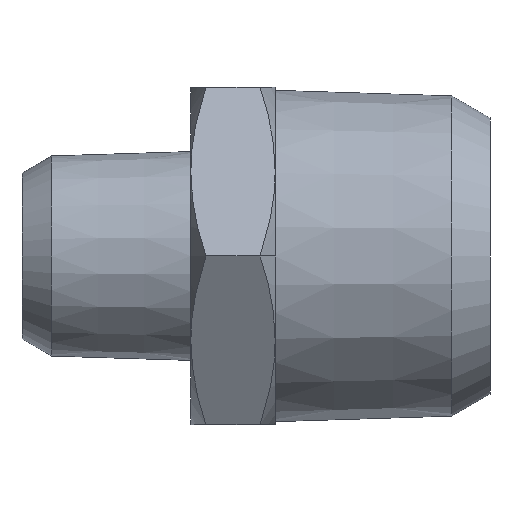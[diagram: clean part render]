
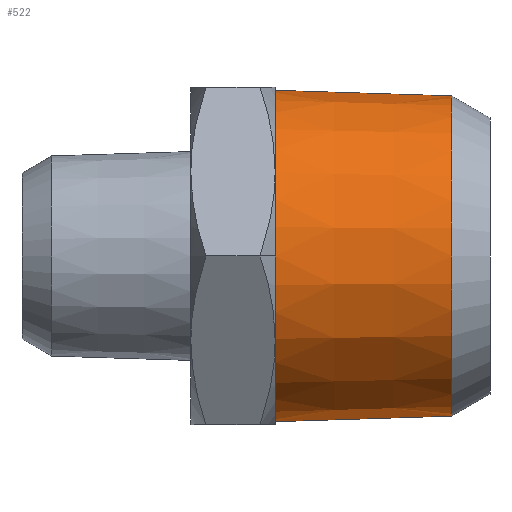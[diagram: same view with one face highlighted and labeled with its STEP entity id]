
A CAD part, left-side view. The second image highlights one B-rep face of the part: STEP entity #522.
In plain terms, the highlighted conical face has half-angle 1.79 degrees and reference radius 10.795 mm.
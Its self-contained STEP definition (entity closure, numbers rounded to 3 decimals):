
#6 = CARTESIAN_POINT ( 'NONE',  ( 0., 14., -10.795 ) ) ;
#21 = CARTESIAN_POINT ( 'NONE',  ( 0., 14., -10.795 ) ) ;
#31 = CIRCLE ( 'NONE', #446, 10.435 ) ;
#33 = CARTESIAN_POINT ( 'NONE',  ( 0., 14., 0. ) ) ;
#40 = DIRECTION ( 'NONE',  ( 0., -1., 0. ) ) ;
#59 = VECTOR ( 'NONE', #479, 1000. ) ;
#80 = DIRECTION ( 'NONE',  ( 0., 1., 0. ) ) ;
#107 = DIRECTION ( 'NONE',  ( 0., 0., -1. ) ) ;
#143 = CIRCLE ( 'NONE', #833, 10.795 ) ;
#164 = FACE_OUTER_BOUND ( 'NONE', #852, .T. ) ;
#169 = DIRECTION ( 'NONE',  ( 0., 0., 1. ) ) ;
#173 = ORIENTED_EDGE ( 'NONE', *, *, #1071, .T. ) ;
#213 = AXIS2_PLACEMENT_3D ( 'NONE', #907, #428, #719 ) ;
#296 = CONICAL_SURFACE ( 'NONE', #213, 10.795, 0.031 ) ;
#387 = ORIENTED_EDGE ( 'NONE', *, *, #675, .T. ) ;
#390 = EDGE_CURVE ( 'NONE', #1139, #631, #1163, .T. ) ;
#401 = ORIENTED_EDGE ( 'NONE', *, *, #390, .T. ) ;
#415 = ORIENTED_EDGE ( 'NONE', *, *, #970, .F. ) ;
#428 = DIRECTION ( 'NONE',  ( 0., 1., 0. ) ) ;
#444 = LINE ( 'NONE', #21, #59 ) ;
#446 = AXIS2_PLACEMENT_3D ( 'NONE', #535, #80, #169 ) ;
#479 = DIRECTION ( 'NONE',  ( 0., 1., -0.031 ) ) ;
#522 = ADVANCED_FACE ( 'NONE', ( #164 ), #296, .T. ) ;
#524 = CARTESIAN_POINT ( 'NONE',  ( 0., 14., 10.795 ) ) ;
#535 = CARTESIAN_POINT ( 'NONE',  ( 0., 2.485, 0. ) ) ;
#631 = VERTEX_POINT ( 'NONE', #524 ) ;
#675 = EDGE_CURVE ( 'NONE', #1184, #1139, #31, .T. ) ;
#677 = CARTESIAN_POINT ( 'NONE',  ( 0., 2.485, -10.435 ) ) ;
#719 = DIRECTION ( 'NONE',  ( 0., 0., -1. ) ) ;
#780 = CARTESIAN_POINT ( 'NONE',  ( 0., 14., 10.795 ) ) ;
#833 = AXIS2_PLACEMENT_3D ( 'NONE', #33, #40, #107 ) ;
#852 = EDGE_LOOP ( 'NONE', ( #387, #401, #173, #415 ) ) ;
#858 = VECTOR ( 'NONE', #873, 1000. ) ;
#873 = DIRECTION ( 'NONE',  ( 0., 1., 0.031 ) ) ;
#885 = VERTEX_POINT ( 'NONE', #6 ) ;
#887 = CARTESIAN_POINT ( 'NONE',  ( 0., 2.485, 10.435 ) ) ;
#907 = CARTESIAN_POINT ( 'NONE',  ( 0., 14., 0. ) ) ;
#970 = EDGE_CURVE ( 'NONE', #1184, #885, #444, .T. ) ;
#1071 = EDGE_CURVE ( 'NONE', #631, #885, #143, .T. ) ;
#1139 = VERTEX_POINT ( 'NONE', #887 ) ;
#1163 = LINE ( 'NONE', #780, #858 ) ;
#1184 = VERTEX_POINT ( 'NONE', #677 ) ;
